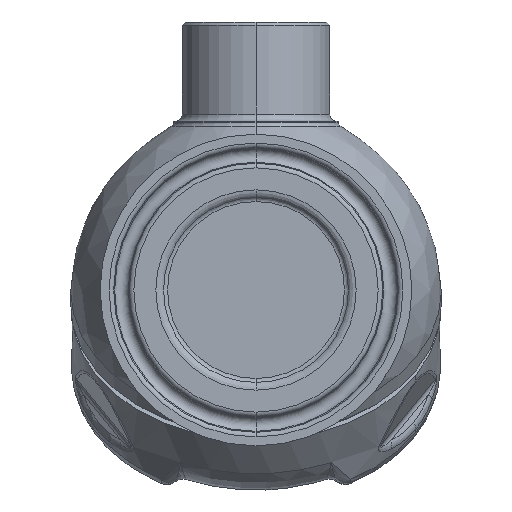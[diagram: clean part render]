
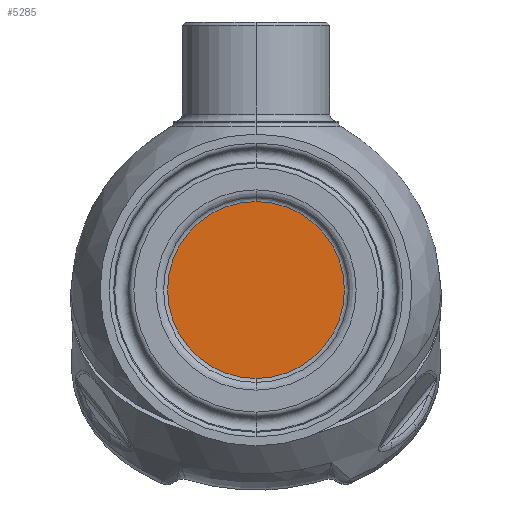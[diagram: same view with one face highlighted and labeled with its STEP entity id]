
A CAD part, top view. The second image highlights one B-rep face of the part: STEP entity #5285.
In plain terms, the highlighted planar face has unit normal (0, 0, 1).
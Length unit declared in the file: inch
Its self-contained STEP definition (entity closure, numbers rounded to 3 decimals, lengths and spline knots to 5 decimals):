
#485=CARTESIAN_POINT('',(0.,0.,0.932));
#486=DIRECTION('',(0.,0.,1.));
#487=DIRECTION('',(0.,-1.,0.));
#488=AXIS2_PLACEMENT_3D('',#485,#486,#487);
#490=CARTESIAN_POINT('',(0.,0.,0.932));
#491=DIRECTION('',(0.,0.,-1.));
#492=DIRECTION('',(0.,-1.,0.));
#493=AXIS2_PLACEMENT_3D('',#490,#491,#492);
#4618=CARTESIAN_POINT('',(0.,-0.56315,0.932));
#4619=VERTEX_POINT('',#4618);
#4620=CARTESIAN_POINT('',(0.,0.56315,0.932));
#4621=VERTEX_POINT('',#4620);
#5276=CARTESIAN_POINT('',(0.,0.,0.932));
#5277=DIRECTION('',(0.,0.,-1.));
#5278=DIRECTION('',(0.,-1.,0.));
#5279=AXIS2_PLACEMENT_3D('',#5276,#5277,#5278);
#5280=PLANE('',#5279);
#5281=ORIENTED_EDGE('',*,*,#5255,.F.);
#5282=ORIENTED_EDGE('',*,*,#5271,.T.);
#5283=EDGE_LOOP('',(#5281,#5282));
#5284=FACE_OUTER_BOUND('',#5283,.F.);
#5285=ADVANCED_FACE('',(#5284),#5280,.F.);
#489=CIRCLE('',#488,0.56315);
#494=CIRCLE('',#493,0.56315);
#5255=EDGE_CURVE('',#4619,#4621,#489,.T.);
#5271=EDGE_CURVE('',#4619,#4621,#494,.T.);
